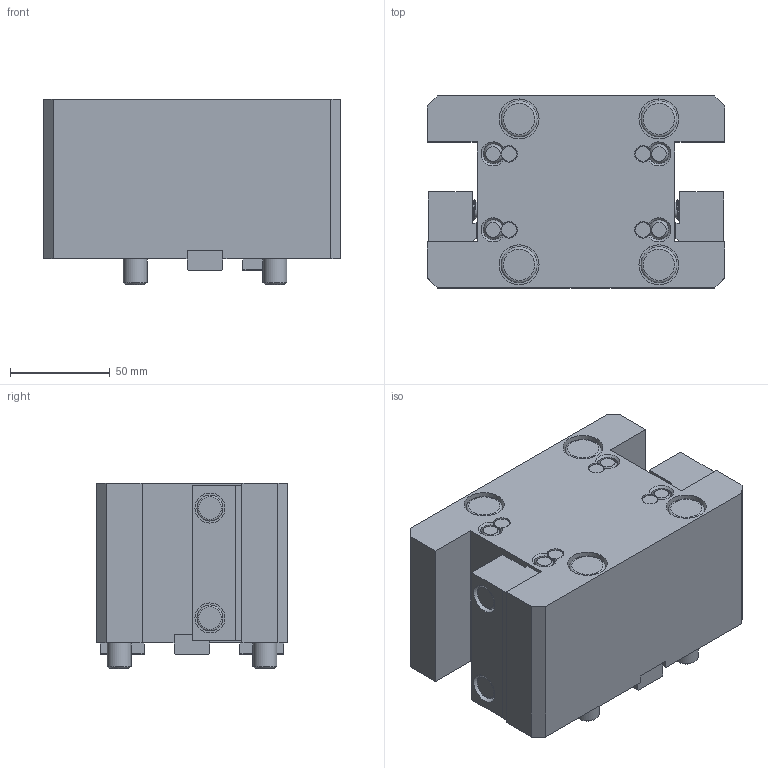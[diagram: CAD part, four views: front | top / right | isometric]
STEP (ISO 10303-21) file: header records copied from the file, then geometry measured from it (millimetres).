
FILE_DESCRIPTION(/* description */ (''),/* implementation_level */ '2;1');
FILE_NAME(/* name */ '103.065.25.755.stp',/* time_stamp */ '2018-03-06T14:34:04+01:00',/* author */ ('user-4'),/* organization */ (''),/* preprocessor_version */ 'ST-DEVELOPER v16.5',/* originating_system */ 'Autodesk Inventor 2017',/* authorisation */ '');
FILE_SCHEMA (('AUTOMOTIVE_DESIGN { 1 0 10303 214 3 1 1 }'));
Length unit declared in the file: millimetre
Products named in the file (1): 103.065.25.755
Bounding box: 149 x 96 x 93 mm (x, y, z)
Volume: 4519 mm3; surface area: 102246.2 mm2
Topology: 5 solids, 8 shells, 237 faces, 572 edges, 366 vertices
Faces by surface type: plane 121, cylinder 60, cone 32, bspline 8, torus 8, sphere 8
Full cylindrical faces by diameter (mm): 4 x4, 4.5 x4, 5 x5, 7.53 x4, 8 x9, 10 x8, 12 x4, 13 x4, 15 x4, 18 x4, 20 x4
Entity records: 26439 total; most frequent: CARTESIAN_POINT 21248, DIRECTION 986, ORIENTED_EDGE 876, EDGE_CURVE 434, EDGE_LOOP 374, AXIS2_PLACEMENT_3D 368, VERTEX_POINT 322, LINE 250
